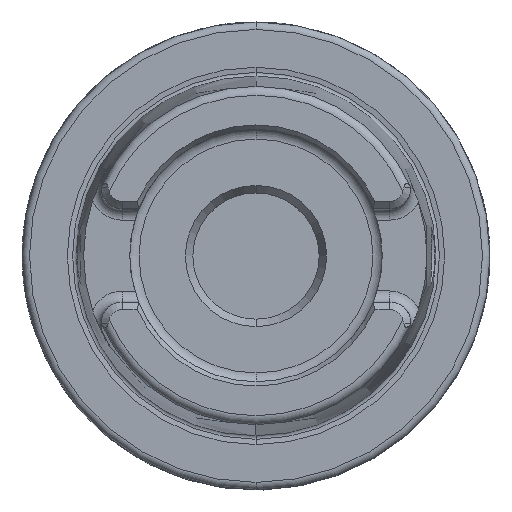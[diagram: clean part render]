
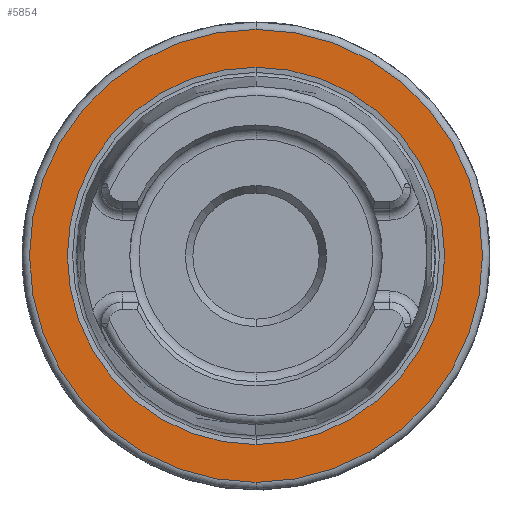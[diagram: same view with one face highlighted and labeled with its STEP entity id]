
A CAD part, top view. The second image highlights one B-rep face of the part: STEP entity #5854.
In plain terms, the highlighted planar face has unit normal (0, 0, 1).
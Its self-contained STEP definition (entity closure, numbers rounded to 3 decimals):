
#1570=CARTESIAN_POINT('',(0,0,26));
#1571=DIRECTION('',(0,0,1));
#1572=DIRECTION('',(0,1,0));
#1573=AXIS2_PLACEMENT_3D('',#1570,#1571,#1572);
#1575=CARTESIAN_POINT('',(0,0,26));
#1576=DIRECTION('',(0,0,1));
#1577=DIRECTION('',(0,-1,0));
#1578=AXIS2_PLACEMENT_3D('',#1575,#1576,#1577);
#1588=CARTESIAN_POINT('',(0,0,26));
#1589=DIRECTION('',(0,0,1));
#1590=DIRECTION('',(0,1,0));
#1591=AXIS2_PLACEMENT_3D('',#1588,#1589,#1590);
#1593=CARTESIAN_POINT('',(0,0,26));
#1594=DIRECTION('',(0,0,-1));
#1595=DIRECTION('',(0,1,0));
#1596=AXIS2_PLACEMENT_3D('',#1593,#1594,#1595);
#3758=CARTESIAN_POINT('',(0,25.409,26));
#3760=VERTEX_POINT('',#3758);
#3794=CARTESIAN_POINT('',(0,-25.409,26));
#3796=VERTEX_POINT('',#3794);
#3860=CARTESIAN_POINT('',(0,30.5,26));
#3861=CARTESIAN_POINT('',(0,-30.5,26));
#3862=VERTEX_POINT('',#3860);
#3863=VERTEX_POINT('',#3861);
#5838=CARTESIAN_POINT('',(0,0,26));
#5839=DIRECTION('',(0,0,-1));
#5840=DIRECTION('',(0,-1,0));
#5841=AXIS2_PLACEMENT_3D('',#5838,#5839,#5840);
#5842=PLANE('',#5841);
#5844=ORIENTED_EDGE('',*,*,#5843,.F.);
#5845=ORIENTED_EDGE('',*,*,#5828,.F.);
#5846=EDGE_LOOP('',(#5844,#5845));
#5847=FACE_OUTER_BOUND('',#5846,.F.);
#5849=ORIENTED_EDGE('',*,*,#5848,.T.);
#5851=ORIENTED_EDGE('',*,*,#5850,.F.);
#5852=EDGE_LOOP('',(#5849,#5851));
#5853=FACE_BOUND('',#5852,.F.);
#5854=ADVANCED_FACE('',(#5847,#5853),#5842,.F.);
#1574=CIRCLE('',#1573,30.5);
#1579=CIRCLE('',#1578,30.5);
#1592=CIRCLE('',#1591,25.409);
#1597=CIRCLE('',#1596,25.409);
#5828=EDGE_CURVE('',#3863,#3862,#1579,.T.);
#5843=EDGE_CURVE('',#3862,#3863,#1574,.T.);
#5848=EDGE_CURVE('',#3760,#3796,#1592,.T.);
#5850=EDGE_CURVE('',#3760,#3796,#1597,.T.);
